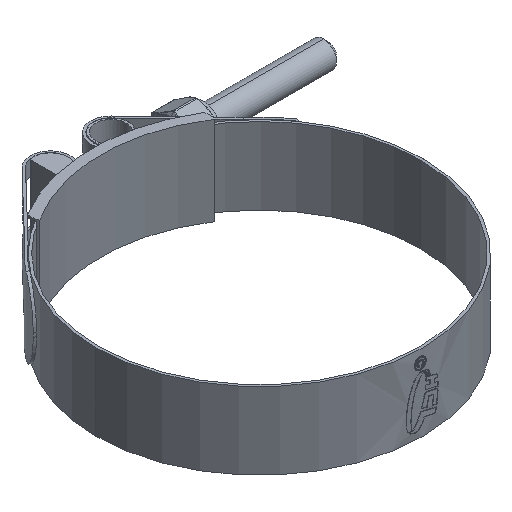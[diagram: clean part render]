
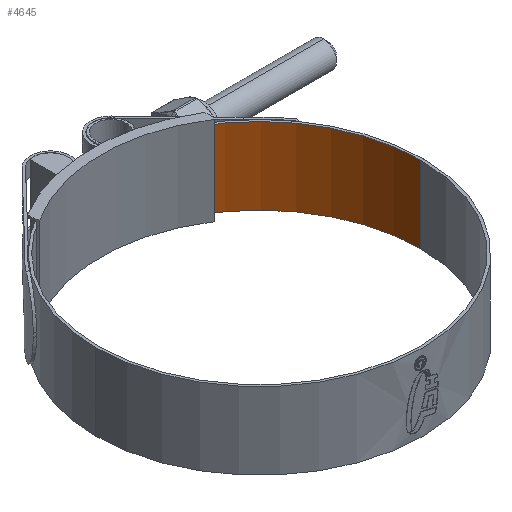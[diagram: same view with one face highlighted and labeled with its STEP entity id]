
A CAD part, isometric view. The second image highlights one B-rep face of the part: STEP entity #4645.
In plain terms, the highlighted cylindrical face has radius 40 mm (diameter 80 mm), a partial arc.
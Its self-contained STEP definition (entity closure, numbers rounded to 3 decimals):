
#113 = CARTESIAN_POINT ( 'NONE',  ( 0., 0., 9.525 ) ) ;
#529 = EDGE_LOOP ( 'NONE', ( #11698, #12704, #11330, #11952 ) ) ;
#691 = CARTESIAN_POINT ( 'NONE',  ( 40., 0., 9.525 ) ) ;
#981 = DIRECTION ( 'NONE',  ( 0., 0., -1. ) ) ;
#1256 = VERTEX_POINT ( 'NONE', #1693 ) ;
#1337 = DIRECTION ( 'NONE',  ( 0., 0., -1. ) ) ;
#1693 = CARTESIAN_POINT ( 'NONE',  ( 6.667, 39.441, 9.525 ) ) ;
#1894 = CIRCLE ( 'NONE', #2136, 40. ) ;
#2062 = VERTEX_POINT ( 'NONE', #691 ) ;
#2136 = AXIS2_PLACEMENT_3D ( 'NONE', #8634, #11983, #10954 ) ;
#2541 = DIRECTION ( 'NONE',  ( -1., 0., 0. ) ) ;
#3207 = LINE ( 'NONE', #12056, #6100 ) ;
#3548 = DIRECTION ( 'NONE',  ( 0., 0., -1. ) ) ;
#3626 = CARTESIAN_POINT ( 'NONE',  ( 40., 0., 9.525 ) ) ;
#3683 = CARTESIAN_POINT ( 'NONE',  ( 6.667, 39.441, -9.525 ) ) ;
#3770 = LINE ( 'NONE', #3626, #9049 ) ;
#4471 = CARTESIAN_POINT ( 'NONE',  ( 40., 0., -9.525 ) ) ;
#4645 = ADVANCED_FACE ( 'NONE', ( #5593 ), #8716, .F. ) ;
#5132 = EDGE_CURVE ( 'NONE', #1256, #2062, #7720, .T. ) ;
#5593 = FACE_OUTER_BOUND ( 'NONE', #529, .T. ) ;
#6049 = EDGE_CURVE ( 'NONE', #1256, #11810, #3207, .T. ) ;
#6100 = VECTOR ( 'NONE', #1337, 1000. ) ;
#6556 = AXIS2_PLACEMENT_3D ( 'NONE', #113, #981, #10033 ) ;
#7720 = CIRCLE ( 'NONE', #10970, 40. ) ;
#8634 = CARTESIAN_POINT ( 'NONE',  ( 0., 0., -9.525 ) ) ;
#8716 = CYLINDRICAL_SURFACE ( 'NONE', #6556, 40. ) ;
#9049 = VECTOR ( 'NONE', #10305, 1000. ) ;
#10033 = DIRECTION ( 'NONE',  ( -1., 0., 0. ) ) ;
#10305 = DIRECTION ( 'NONE',  ( 0., 0., -1. ) ) ;
#10696 = VERTEX_POINT ( 'NONE', #4471 ) ;
#10954 = DIRECTION ( 'NONE',  ( -1., 0., 0. ) ) ;
#10970 = AXIS2_PLACEMENT_3D ( 'NONE', #13408, #3548, #2541 ) ;
#11330 = ORIENTED_EDGE ( 'NONE', *, *, #6049, .T. ) ;
#11698 = ORIENTED_EDGE ( 'NONE', *, *, #14328, .F. ) ;
#11810 = VERTEX_POINT ( 'NONE', #3683 ) ;
#11952 = ORIENTED_EDGE ( 'NONE', *, *, #12162, .T. ) ;
#11983 = DIRECTION ( 'NONE',  ( 0., 0., -1. ) ) ;
#12056 = CARTESIAN_POINT ( 'NONE',  ( 6.667, 39.441, 9.525 ) ) ;
#12162 = EDGE_CURVE ( 'NONE', #11810, #10696, #1894, .T. ) ;
#12704 = ORIENTED_EDGE ( 'NONE', *, *, #5132, .F. ) ;
#13408 = CARTESIAN_POINT ( 'NONE',  ( 0., 0., 9.525 ) ) ;
#14328 = EDGE_CURVE ( 'NONE', #2062, #10696, #3770, .T. ) ;
